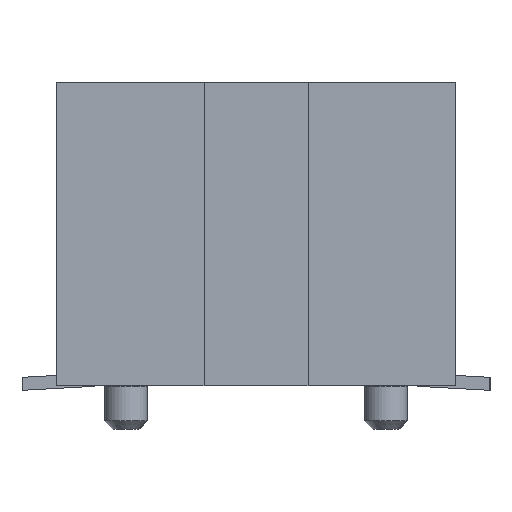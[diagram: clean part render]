
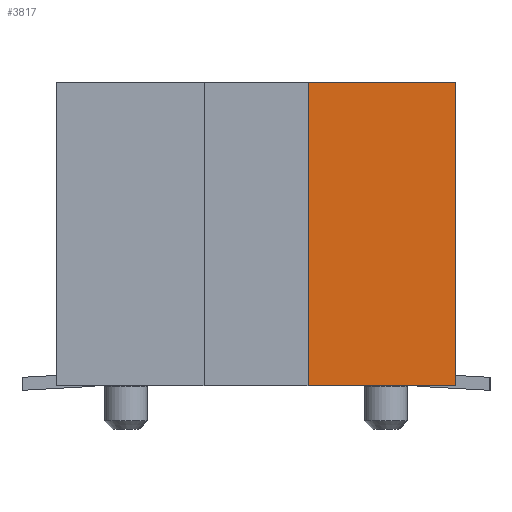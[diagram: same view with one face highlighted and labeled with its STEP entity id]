
A CAD part, left-side view. The second image highlights one B-rep face of the part: STEP entity #3817.
In plain terms, the highlighted planar face has unit normal (-1, 0, 0).
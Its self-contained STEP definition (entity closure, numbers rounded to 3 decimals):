
#331=FACE_OUTER_BOUND('',#551,.T.);
#551=EDGE_LOOP('',(#3214,#3215,#3216,#3217));
#963=LINE('',#6092,#1422);
#964=LINE('',#6094,#1423);
#965=LINE('',#6096,#1424);
#966=LINE('',#6097,#1425);
#1422=VECTOR('',#4996,3.5);
#1423=VECTOR('',#4997,1.7);
#1424=VECTOR('',#4998,3.5);
#1425=VECTOR('',#4999,1.7);
#1813=VERTEX_POINT('',#6090);
#1814=VERTEX_POINT('',#6091);
#1815=VERTEX_POINT('',#6093);
#1816=VERTEX_POINT('',#6095);
#2297=EDGE_CURVE('',#1813,#1814,#963,.T.);
#2298=EDGE_CURVE('',#1815,#1814,#964,.T.);
#2299=EDGE_CURVE('',#1816,#1815,#965,.T.);
#2300=EDGE_CURVE('',#1816,#1813,#966,.T.);
#3214=ORIENTED_EDGE('',*,*,#2297,.T.);
#3215=ORIENTED_EDGE('',*,*,#2298,.F.);
#3216=ORIENTED_EDGE('',*,*,#2299,.F.);
#3217=ORIENTED_EDGE('',*,*,#2300,.T.);
#3601=PLANE('',#4121);
#3817=ADVANCED_FACE('',(#331),#3601,.T.);
#4121=AXIS2_PLACEMENT_3D('',#6089,#4994,#4995);
#4994=DIRECTION('center_axis',(-1.,0.,0.));
#4995=DIRECTION('ref_axis',(0.,0.,1.));
#4996=DIRECTION('',(0.,0.,-1.));
#4997=DIRECTION('',(0.,1.,0.));
#4998=DIRECTION('',(0.,0.,-1.));
#4999=DIRECTION('',(0.,1.,0.));
#6089=CARTESIAN_POINT('Origin',(-17.5,-0.515,-0.125));
#6090=CARTESIAN_POINT('',(-17.5,-0.6,3.55));
#6091=CARTESIAN_POINT('',(-17.5,-0.6,0.05));
#6092=CARTESIAN_POINT('',(-17.5,-0.6,3.55));
#6093=CARTESIAN_POINT('',(-17.5,-2.3,0.05));
#6094=CARTESIAN_POINT('',(-17.5,-2.3,0.05));
#6095=CARTESIAN_POINT('',(-17.5,-2.3,3.55));
#6096=CARTESIAN_POINT('',(-17.5,-2.3,3.55));
#6097=CARTESIAN_POINT('',(-17.5,-2.3,3.55));
